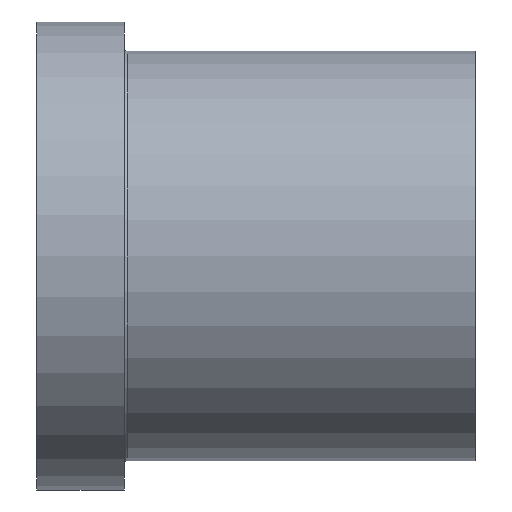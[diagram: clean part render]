
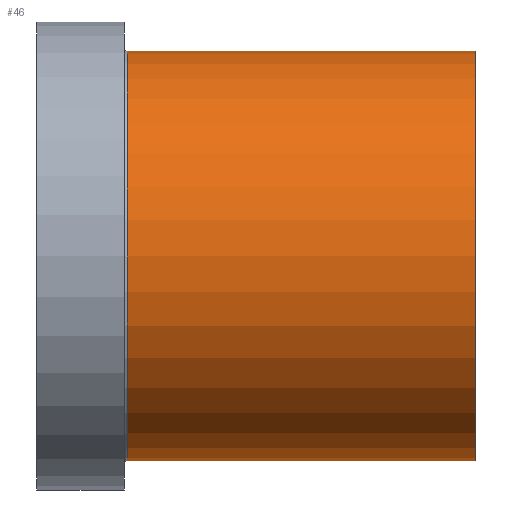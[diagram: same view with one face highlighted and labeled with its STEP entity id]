
A CAD part, front view. The second image highlights one B-rep face of the part: STEP entity #46.
In plain terms, the highlighted cylindrical face has radius 7 mm (diameter 14 mm), a full revolution.
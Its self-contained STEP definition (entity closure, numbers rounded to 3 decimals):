
#46 = ADVANCED_FACE( '', ( #93, #94 ), #95, .T. );
#93 = FACE_OUTER_BOUND( '', #132, .T. );
#94 = FACE_OUTER_BOUND( '', #133, .T. );
#95 = CYLINDRICAL_SURFACE( '', #134, 7. );
#132 = EDGE_LOOP( '', ( #179 ) );
#133 = EDGE_LOOP( '', ( #180 ) );
#134 = AXIS2_PLACEMENT_3D( '', #181, #182, #183 );
#179 = ORIENTED_EDGE( '', *, *, #191, .T. );
#180 = ORIENTED_EDGE( '', *, *, #189, .T. );
#181 = CARTESIAN_POINT( '', ( -60., 0., 0. ) );
#182 = DIRECTION( '', ( 1., 0., 0. ) );
#183 = DIRECTION( '', ( 0., 0., 1. ) );
#189 = EDGE_CURVE( '', #208, #208, #209, .T. );
#191 = EDGE_CURVE( '', #211, #211, #212, .T. );
#208 = VERTEX_POINT( '', #232 );
#209 = CIRCLE( '', #233, 7. );
#211 = VERTEX_POINT( '', #235 );
#212 = CIRCLE( '', #236, 7. );
#232 = CARTESIAN_POINT( '', ( 0., 0., 7. ) );
#233 = AXIS2_PLACEMENT_3D( '', #257, #258, #259 );
#235 = CARTESIAN_POINT( '', ( -11.9, 0., -7. ) );
#236 = AXIS2_PLACEMENT_3D( '', #260, #261, #262 );
#257 = CARTESIAN_POINT( '', ( 0., 0., 0. ) );
#258 = DIRECTION( '', ( -1., 0., 0. ) );
#259 = DIRECTION( '', ( 0., 0., 1. ) );
#260 = CARTESIAN_POINT( '', ( -11.9, 0., 0. ) );
#261 = DIRECTION( '', ( 1., 0., 0. ) );
#262 = DIRECTION( '', ( 0., 0., -1. ) );
